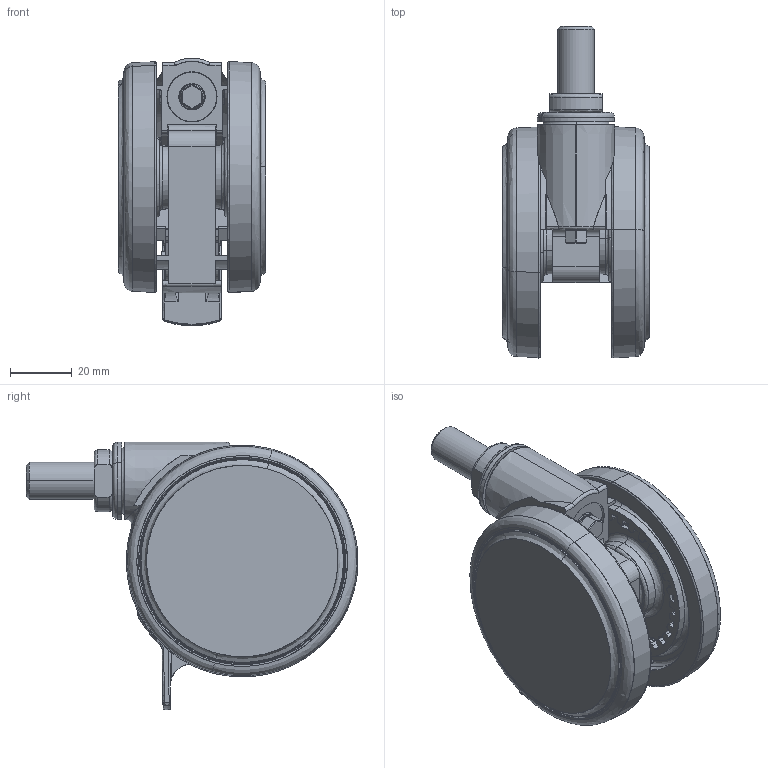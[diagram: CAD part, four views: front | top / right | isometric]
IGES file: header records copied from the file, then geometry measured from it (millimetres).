
Start section: SolidWorks IGES file using analytic representation for surfaces
Global section: file name: TCA-FZW75N12S.IGS, 15HSolidWorks; native system: 2015; preprocessor: SolidWorks 2015; author: Yoshitsune; date: 160819.133251; units: millimetre
Bounding box: 47.7 x 107.49 x 86.66 mm (x, y, z)
Surface area: 71369.6 mm2 (no closed solid volume)
Topology: 0 solids, 0 shells, 2254 faces, 20755 edges, 20669 vertices
Faces by surface type: bspline 1222, revolution 1032
